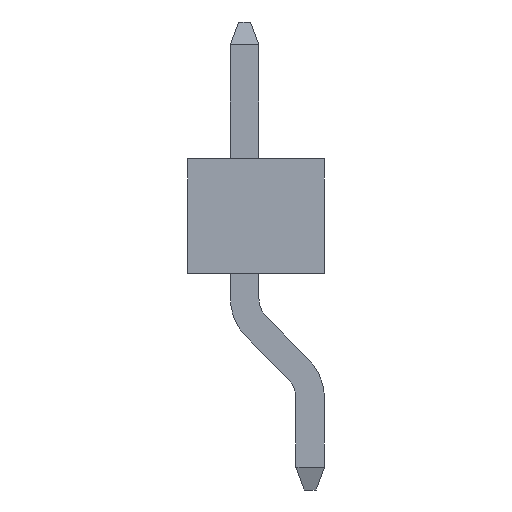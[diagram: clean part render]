
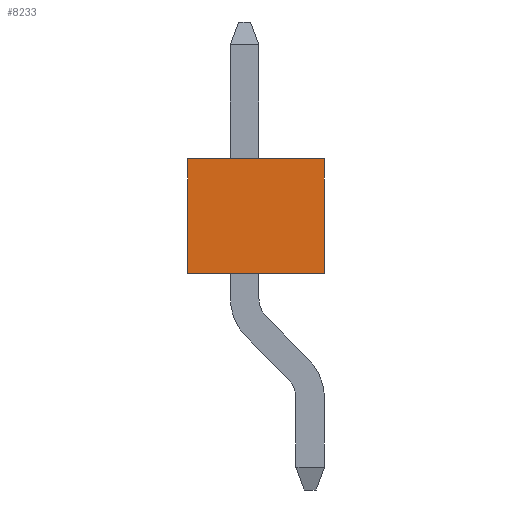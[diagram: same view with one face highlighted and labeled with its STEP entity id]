
A CAD part, left-side view. The second image highlights one B-rep face of the part: STEP entity #8233.
In plain terms, the highlighted planar face has unit normal (-1, 0, 0).
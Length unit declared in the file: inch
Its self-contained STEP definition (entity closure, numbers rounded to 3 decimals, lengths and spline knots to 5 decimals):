
#2063=ORIENTED_EDGE('',*,*,#3508,.T.);
#2064=ORIENTED_EDGE('',*,*,#3327,.F.);
#2065=ORIENTED_EDGE('',*,*,#3425,.F.);
#2066=ORIENTED_EDGE('',*,*,#3588,.T.);
#3327=EDGE_CURVE('',#4219,#4220,#5159,.T.);
#3425=EDGE_CURVE('',#4316,#4219,#5257,.T.);
#3508=EDGE_CURVE('',#4388,#4220,#5340,.T.);
#3588=EDGE_CURVE('',#4316,#4388,#5420,.T.);
#4219=VERTEX_POINT('',#12618);
#4220=VERTEX_POINT('',#12620);
#4316=VERTEX_POINT('',#12825);
#4388=VERTEX_POINT('',#12993);
#5159=LINE('',#12619,#6239);
#5257=LINE('',#12826,#6337);
#5340=LINE('',#12992,#6420);
#5420=LINE('',#13151,#6500);
#6239=VECTOR('',#10353,39.37008);
#6337=VECTOR('',#10475,39.37008);
#6420=VECTOR('',#10582,39.37008);
#6500=VECTOR('',#10686,39.37008);
#6973=EDGE_LOOP('',(#2063,#2064,#2065,#2066));
#7425=FACE_BOUND('',#6973,.T.);
#7805=PLANE('',#8784);
#8233=ADVANCED_FACE('',(#7425),#7805,.F.);
#8784=AXIS2_PLACEMENT_3D('',#13185,#10731,#10732);
#10353=DIRECTION('',(0.,0.,-1.));
#10475=DIRECTION('',(0.,-1.,0.));
#10582=DIRECTION('',(0.,-1.,0.));
#10686=DIRECTION('',(0.,0.,-1.));
#10731=DIRECTION('',(1.,0.,0.));
#10732=DIRECTION('',(0.,0.,-1.));
#12618=CARTESIAN_POINT('',(-0.6,-0.06,0.05));
#12619=CARTESIAN_POINT('',(-0.6,-0.06,0.05));
#12620=CARTESIAN_POINT('',(-0.6,-0.06,-0.05));
#12825=CARTESIAN_POINT('',(-0.6,0.06,0.05));
#12826=CARTESIAN_POINT('',(-0.6,0.06,0.05));
#12992=CARTESIAN_POINT('',(-0.6,0.06,-0.05));
#12993=CARTESIAN_POINT('',(-0.6,0.06,-0.05));
#13151=CARTESIAN_POINT('',(-0.6,0.06,0.05));
#13185=CARTESIAN_POINT('',(-0.6,0.06,0.05));
